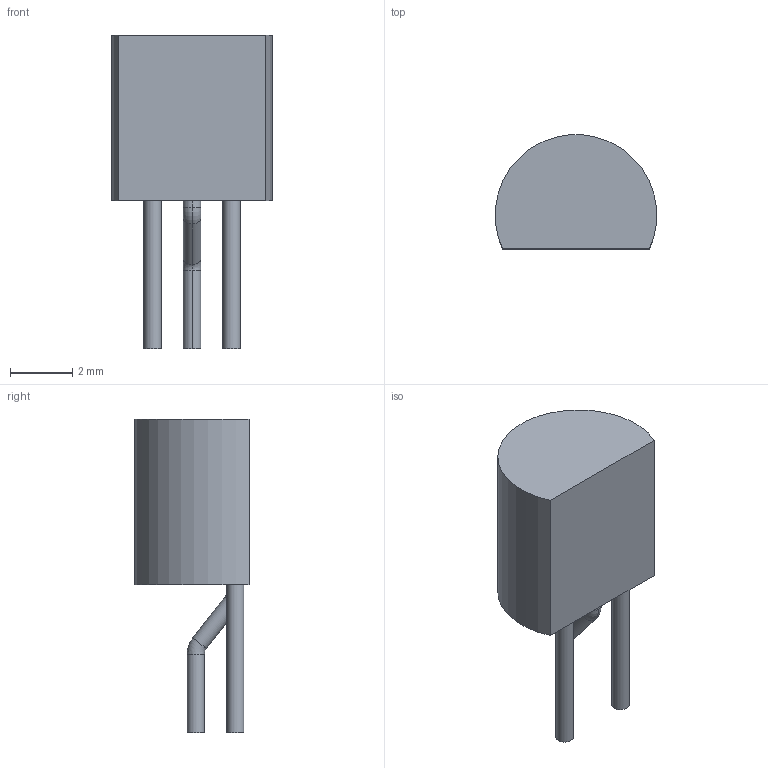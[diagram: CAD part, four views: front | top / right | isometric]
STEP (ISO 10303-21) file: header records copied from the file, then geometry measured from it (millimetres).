
FILE_DESCRIPTION(('STEP AP214'),'1');
FILE_NAME('TO-92_MC_MCH','2024-10-05T11:54:09',(''),(''),'','','');
FILE_SCHEMA(('AUTOMOTIVE_DESIGN'));
Length unit declared in the file: millimetre
Products named in the file (1): product
Bounding box: 5.19 x 3.67 x 10.11 mm (x, y, z)
Volume: 89.5 mm3; surface area: 140.3 mm2
Topology: 4 solids, 4 shells, 22 faces, 34 edges, 20 vertices
Faces by surface type: cylinder 9, plane 9, torus 4
Full cylindrical faces by diameter (mm): 0.559 x2
Entity records: 660 total; most frequent: DIRECTION 104, ORIENTED_EDGE 64, CARTESIAN_POINT 59, AXIS2_PLACEMENT_3D 47, EDGE_CURVE 32, EDGE_LOOP 24, ADVANCED_FACE 22, FACE_OUTER_BOUND 22
